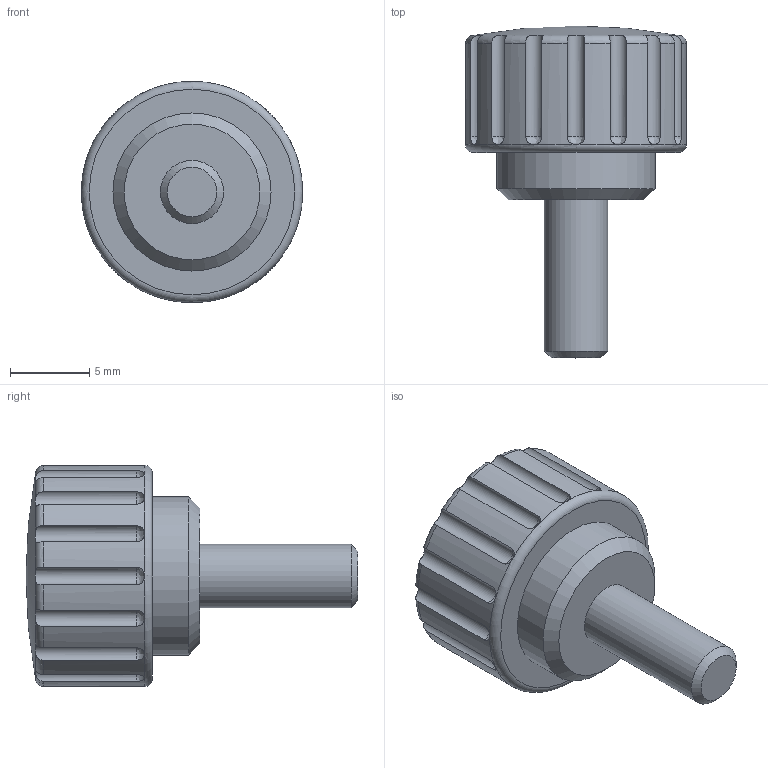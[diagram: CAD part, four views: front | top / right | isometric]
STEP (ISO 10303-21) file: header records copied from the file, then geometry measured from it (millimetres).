
FILE_DESCRIPTION( ( 'STEP AP203' ), '1' );
FILE_NAME( 'C-NBM4-10.stp', ' ', ( ' ' ), ( ' ' ), 'PSStep 15.0.47', 'PARTsolutions', ' ' );
FILE_SCHEMA( ( 'CONFIG_CONTROL_DESIGN' ) );
Length unit declared in the file: millimetre
Products named in the file (1): HI_C-NBM4-10
Bounding box: 14 x 21 x 14 mm (x, y, z)
Volume: 1477.7 mm3; surface area: 880 mm2
Topology: 1 solids, 1 shells, 89 faces, 224 edges, 138 vertices
Faces by surface type: cylinder 34, plane 19, torus 17, bspline 16, cone 2, sphere 1
Full cylindrical faces by diameter (mm): 4 x1, 10 x1
Entity records: 3364 total; most frequent: CARTESIAN_POINT 1369, ORIENTED_EDGE 430, DIRECTION 386, EDGE_CURVE 215, AXIS2_PLACEMENT_3D 177, VERTEX_POINT 136, CIRCLE 103, EDGE_LOOP 96
